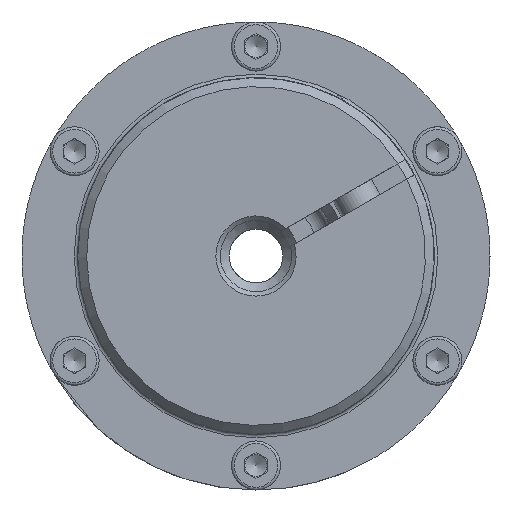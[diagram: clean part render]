
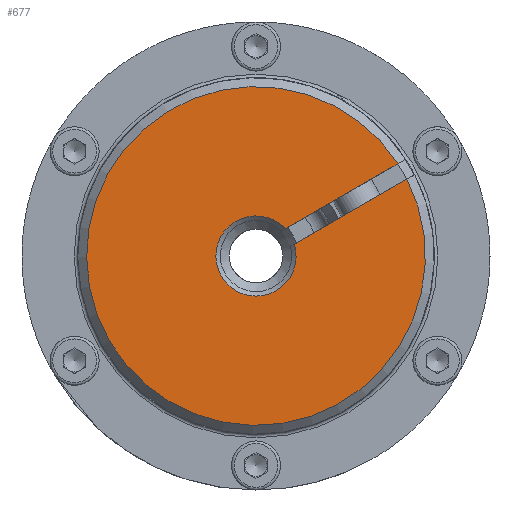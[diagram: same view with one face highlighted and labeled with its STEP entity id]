
A CAD part, left-side view. The second image highlights one B-rep face of the part: STEP entity #677.
In plain terms, the highlighted planar face has unit normal (-1, 0, 0).
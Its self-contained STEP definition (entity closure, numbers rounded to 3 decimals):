
#677 = ADVANCED_FACE( '', ( #1841 ), #1842, .F. );
#1841 = FACE_OUTER_BOUND( '', #3656, .T. );
#1842 = PLANE( '', #3657 );
#3656 = EDGE_LOOP( '', ( #5748, #5749, #5750, #5751 ) );
#3657 = AXIS2_PLACEMENT_3D( '', #5752, #5753, #5754 );
#5748 = ORIENTED_EDGE( '', *, *, #10200, .F. );
#5749 = ORIENTED_EDGE( '', *, *, #10201, .T. );
#5750 = ORIENTED_EDGE( '', *, *, #10202, .F. );
#5751 = ORIENTED_EDGE( '', *, *, #10203, .T. );
#5752 = CARTESIAN_POINT( '', ( -34.75, -9.5, -16.454 ) );
#5753 = DIRECTION( '', ( 1., 0., 0. ) );
#5754 = DIRECTION( '', ( 0., 0., 1. ) );
#10200 = EDGE_CURVE( '', #12203, #12204, #12205, .T. );
#10201 = EDGE_CURVE( '', #12203, #12206, #12207, .T. );
#10202 = EDGE_CURVE( '', #12208, #12206, #12209, .T. );
#10203 = EDGE_CURVE( '', #12208, #12204, #12210, .T. );
#12203 = VERTEX_POINT( '', #15374 );
#12204 = VERTEX_POINT( '', #15375 );
#12205 = LINE( '', #15376, #15377 );
#12206 = VERTEX_POINT( '', #15378 );
#12207 = CIRCLE( '', #15379, 4.5 );
#12208 = VERTEX_POINT( '', #15380 );
#12209 = LINE( '', #15381, #15382 );
#12210 = CIRCLE( '', #15383, 19. );
#15374 = CARTESIAN_POINT( '', ( -34.75, -4.3, 1.328 ) );
#15375 = CARTESIAN_POINT( '', ( -34.75, -16.932, 8.621 ) );
#15376 = CARTESIAN_POINT( '', ( -34.75, -0.5, -0.866 ) );
#15377 = VECTOR( '', #19808, 1000. );
#15378 = CARTESIAN_POINT( '', ( -34.75, -3.3, 3.06 ) );
#15379 = AXIS2_PLACEMENT_3D( '', #19809, #19810, #19811 );
#15380 = CARTESIAN_POINT( '', ( -34.75, -15.932, 10.353 ) );
#15381 = CARTESIAN_POINT( '', ( -34.75, 0.5, 0.866 ) );
#15382 = VECTOR( '', #19812, 1000. );
#15383 = AXIS2_PLACEMENT_3D( '', #19813, #19814, #19815 );
#19808 = DIRECTION( '', ( 0., -0.866, 0.5 ) );
#19809 = CARTESIAN_POINT( '', ( -34.75, 0., 0. ) );
#19810 = DIRECTION( '', ( 1., 0., 0. ) );
#19811 = DIRECTION( '', ( 0., 0., -1. ) );
#19812 = DIRECTION( '', ( 0., 0.866, -0.5 ) );
#19813 = CARTESIAN_POINT( '', ( -34.75, 0., 0. ) );
#19814 = DIRECTION( '', ( -1., 0., 0. ) );
#19815 = DIRECTION( '', ( 0., -0.5, -0.866 ) );
